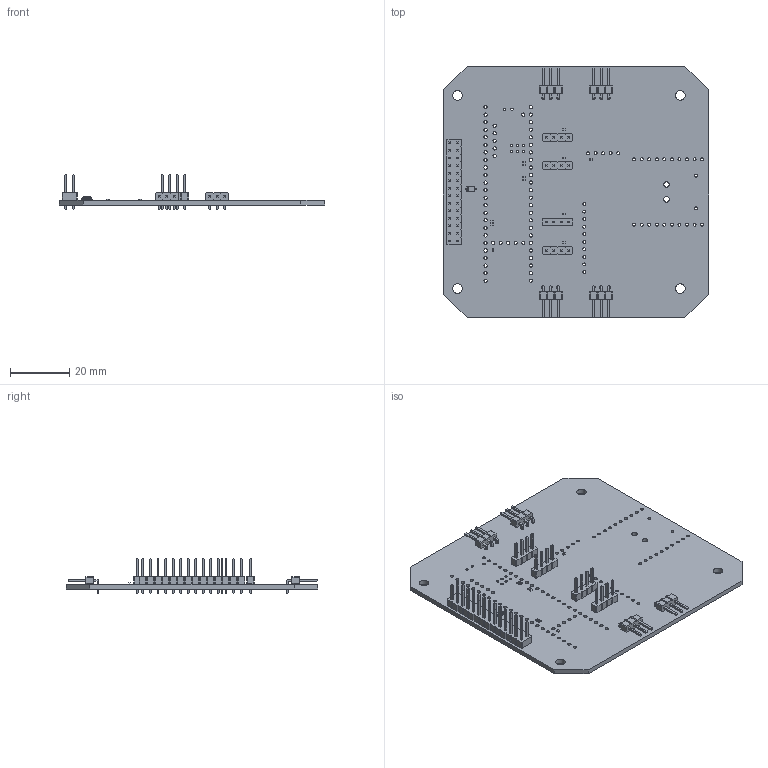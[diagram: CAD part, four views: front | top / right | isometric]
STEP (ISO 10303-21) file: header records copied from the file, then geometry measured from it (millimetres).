
FILE_DESCRIPTION(('KiCad electronic assembly'),'2;1');
FILE_NAME('Control Board.step','2024-12-26T11:45:51',('Pcbnew'),('Kicad' ),'Open CASCADE STEP processor 7.8','KiCad to STEP converter', 'Unknown');
FILE_SCHEMA(('AUTOMOTIVE_DESIGN { 1 0 10303 214 1 1 1 1 }'));
Length unit declared in the file: millimetre
Products named in the file (14): Control Board 1; PinHeader_1x04_P2.54mm_Vertical; PinHeader_1x04_P254mm_Vertical; D_SOD-123; D_SOD_123; R_0402_1005Metric; C_0402_1005Metric; PinHeader_1x03_P2.54mm_Horizontal; PinHeader_1x03_P254mm_Horizontal; PinHeader_2x14_P2.54mm_Vertical; PinHeader_2x14_P254mm_Vertical; Control Board_PCB
Assembly tree (29 placements, depth 3):
  Control Board 1
    PinHeader_1x04_P2.54mm_Vertical  x4
      PinHeader_1x04_P254mm_Vertical
    D_SOD-123
      D_SOD_123
    R_0402_1005Metric  x7
      R_0402_1005Metric
    C_0402_1005Metric  x5
      C_0402_1005Metric
    PinHeader_1x03_P2.54mm_Horizontal  x4
      PinHeader_1x03_P254mm_Horizontal
    PinHeader_2x14_P2.54mm_Vertical
      PinHeader_2x14_P254mm_Vertical
    Control Board_PCB
Bounding box: 89.25 x 84.76 x 11.54 mm (x, y, z)
Volume: 12752.6 mm3; surface area: 18758.8 mm2
Topology: 23 solids, 23 shells, 1897 faces, 4672 edges, 2944 vertices
Faces by surface type: plane 1569, cylinder 302, bspline 26
Full cylindrical faces by diameter (mm): 0.8 x8, 1 x88, 1.016 x5, 1.1 x59, 1.9 x2, 3.2 x4
Entity records: 38261 total; most frequent: CARTESIAN_POINT 5509, ORIENTED_EDGE 5282, DIRECTION 5159, EDGE_CURVE 2641, LINE 2215, VECTOR 2215, VERTEX_POINT 1654, FACE_BOUND 1479
